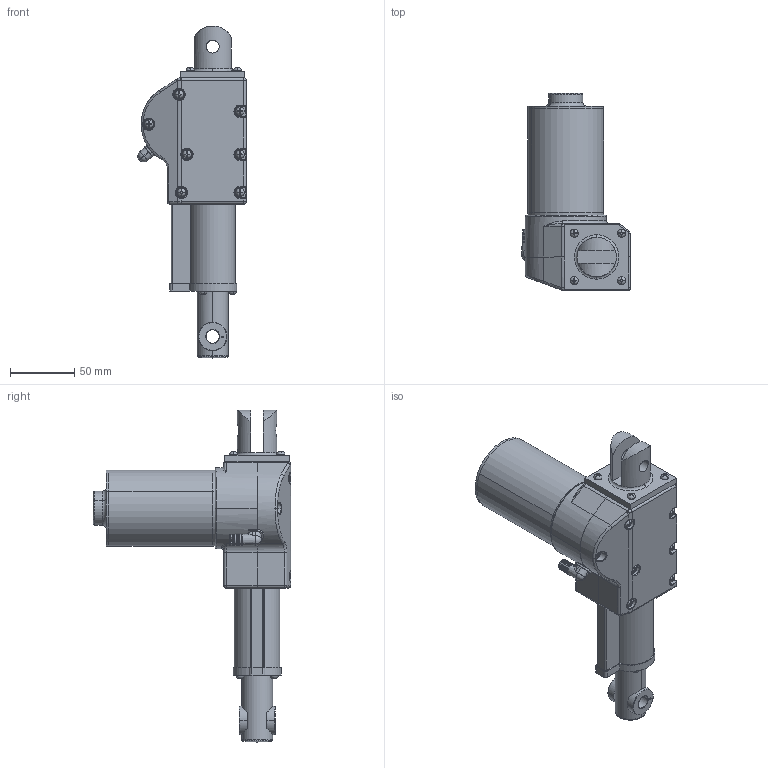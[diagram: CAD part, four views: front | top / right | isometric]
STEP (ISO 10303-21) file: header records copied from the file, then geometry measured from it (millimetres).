
FILE_DESCRIPTION (( 'STEP AP203' ), '1' );
FILE_NAME ('IP6000-50-D10µõ¶ú.STEP', '2024-06-13T08:49:33', ( 'Microsoft' ), ( 'MS' ), 'SwSTEP 2.0', 'SolidWorks 2018', '' );
FILE_SCHEMA (( 'CONFIG_CONTROL_DESIGN' ));
Length unit declared in the file: millimetre
Products named in the file (11): 喘謫眊狟; 臏褲V2-奻狟; 祑倛呿蹋猾裔V2; 萇盄芛; 諾陑臏奪D10; 蹟佪; 菁釱裂嫉; IP6000-50-D10裂嫉; 結輸; 喘謫眊奻; 萇儂
Assembly tree (24 placements, depth 2):
  IP6000-50-D10裂嫉
    諾陑臏奪D10
    菁釱裂嫉
    結輸  x2
    喘謫眊奻
    萇儂
    喘謫眊狟
    臏褲V2-奻狟
    祑倛呿蹋猾裔V2
    萇盄芛
    蹟佪  x14
Bounding box: 84.09 x 153.1 x 257.7 mm (x, y, z)
Volume: 668219.9 mm3; surface area: 152589.6 mm2
Topology: 27 solids, 34 shells, 1146 faces, 2790 edges, 1747 vertices
Faces by surface type: plane 555, cylinder 379, torus 110, bspline 62, cone 36, sphere 4
Entity records: 30949 total; most frequent: CARTESIAN_POINT 11386, ORIENTED_EDGE 3802, DIRECTION 3737, EDGE_CURVE 1901, AXIS2_PLACEMENT_3D 1394, VERTEX_POINT 1213, LINE 949, VECTOR 949
